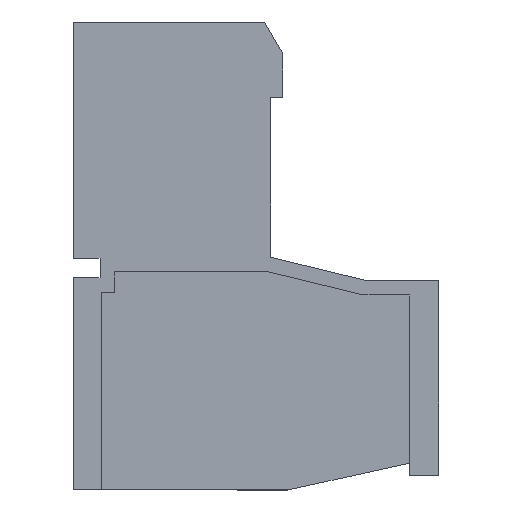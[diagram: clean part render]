
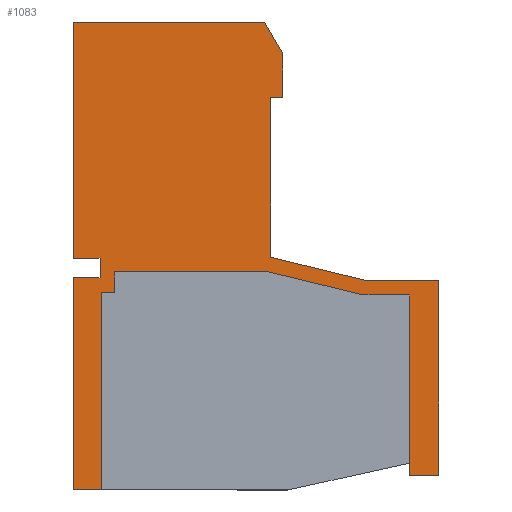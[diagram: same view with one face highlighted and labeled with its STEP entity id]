
A CAD part, left-side view. The second image highlights one B-rep face of the part: STEP entity #1083.
In plain terms, the highlighted planar face has unit normal (-1, 0, 0).
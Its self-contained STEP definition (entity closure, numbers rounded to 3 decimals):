
#1083 = ADVANCED_FACE( '', ( #2435 ), #2436, .F. );
#2435 = FACE_OUTER_BOUND( '', #4177, .T. );
#2436 = PLANE( '', #4178 );
#4177 = EDGE_LOOP( '', ( #6830, #6831, #6832, #6833, #6834, #6835, #6836, #6837, #6838, #6839, #6840, #6841, #6842, #6843, #6844, #6845, #6846, #6847, #6848, #6849, #6850, #6851 ) );
#4178 = AXIS2_PLACEMENT_3D( '', #6852, #6853, #6854 );
#6830 = ORIENTED_EDGE( '', *, *, #11240, .T. );
#6831 = ORIENTED_EDGE( '', *, *, #11241, .T. );
#6832 = ORIENTED_EDGE( '', *, *, #11242, .T. );
#6833 = ORIENTED_EDGE( '', *, *, #10816, .T. );
#6834 = ORIENTED_EDGE( '', *, *, #11063, .T. );
#6835 = ORIENTED_EDGE( '', *, *, #10485, .T. );
#6836 = ORIENTED_EDGE( '', *, *, #11243, .T. );
#6837 = ORIENTED_EDGE( '', *, *, #11244, .T. );
#6838 = ORIENTED_EDGE( '', *, *, #11245, .T. );
#6839 = ORIENTED_EDGE( '', *, *, #11246, .T. );
#6840 = ORIENTED_EDGE( '', *, *, #11247, .T. );
#6841 = ORIENTED_EDGE( '', *, *, #11248, .T. );
#6842 = ORIENTED_EDGE( '', *, *, #11249, .T. );
#6843 = ORIENTED_EDGE( '', *, *, #11250, .T. );
#6844 = ORIENTED_EDGE( '', *, *, #10624, .T. );
#6845 = ORIENTED_EDGE( '', *, *, #11251, .T. );
#6846 = ORIENTED_EDGE( '', *, *, #11252, .T. );
#6847 = ORIENTED_EDGE( '', *, *, #11253, .T. );
#6848 = ORIENTED_EDGE( '', *, *, #11254, .T. );
#6849 = ORIENTED_EDGE( '', *, *, #11255, .T. );
#6850 = ORIENTED_EDGE( '', *, *, #11256, .T. );
#6851 = ORIENTED_EDGE( '', *, *, #11257, .T. );
#6852 = CARTESIAN_POINT( '', ( -13.45, 0., 0. ) );
#6853 = DIRECTION( '', ( 1., 0., 0. ) );
#6854 = DIRECTION( '', ( 0., 0., -1. ) );
#10485 = EDGE_CURVE( '', #12507, #12508, #12509, .T. );
#10624 = EDGE_CURVE( '', #12755, #12756, #12757, .T. );
#10816 = EDGE_CURVE( '', #13090, #13091, #13092, .T. );
#11063 = EDGE_CURVE( '', #13091, #12507, #13509, .T. );
#11240 = EDGE_CURVE( '', #13781, #13782, #13783, .T. );
#11241 = EDGE_CURVE( '', #13782, #13784, #13785, .T. );
#11242 = EDGE_CURVE( '', #13784, #13090, #13786, .T. );
#11243 = EDGE_CURVE( '', #12508, #13787, #13788, .T. );
#11244 = EDGE_CURVE( '', #13787, #13789, #13790, .T. );
#11245 = EDGE_CURVE( '', #13789, #13791, #13792, .T. );
#11246 = EDGE_CURVE( '', #13791, #13793, #13794, .T. );
#11247 = EDGE_CURVE( '', #13793, #13795, #13796, .T. );
#11248 = EDGE_CURVE( '', #13795, #13797, #13798, .T. );
#11249 = EDGE_CURVE( '', #13797, #13799, #13800, .T. );
#11250 = EDGE_CURVE( '', #13799, #12755, #13801, .T. );
#11251 = EDGE_CURVE( '', #12756, #13802, #13803, .T. );
#11252 = EDGE_CURVE( '', #13802, #13804, #13805, .T. );
#11253 = EDGE_CURVE( '', #13804, #13806, #13807, .T. );
#11254 = EDGE_CURVE( '', #13806, #13808, #13809, .T. );
#11255 = EDGE_CURVE( '', #13808, #13810, #13811, .T. );
#11256 = EDGE_CURVE( '', #13810, #13812, #13813, .T. );
#11257 = EDGE_CURVE( '', #13812, #13781, #13814, .T. );
#12507 = VERTEX_POINT( '', #15461 );
#12508 = VERTEX_POINT( '', #15462 );
#12509 = LINE( '', #15463, #15464 );
#12755 = VERTEX_POINT( '', #15810 );
#12756 = VERTEX_POINT( '', #15811 );
#12757 = LINE( '', #15812, #15813 );
#13090 = VERTEX_POINT( '', #16268 );
#13091 = VERTEX_POINT( '', #16269 );
#13092 = LINE( '', #16270, #16271 );
#13509 = LINE( '', #16891, #16892 );
#13781 = VERTEX_POINT( '', #17294 );
#13782 = VERTEX_POINT( '', #17295 );
#13783 = LINE( '', #17296, #17297 );
#13784 = VERTEX_POINT( '', #17298 );
#13785 = LINE( '', #17299, #17300 );
#13786 = LINE( '', #17301, #17302 );
#13787 = VERTEX_POINT( '', #17303 );
#13788 = LINE( '', #17304, #17305 );
#13789 = VERTEX_POINT( '', #17306 );
#13790 = LINE( '', #17307, #17308 );
#13791 = VERTEX_POINT( '', #17309 );
#13792 = LINE( '', #17310, #17311 );
#13793 = VERTEX_POINT( '', #17312 );
#13794 = LINE( '', #17313, #17314 );
#13795 = VERTEX_POINT( '', #17315 );
#13796 = LINE( '', #17316, #17317 );
#13797 = VERTEX_POINT( '', #17318 );
#13798 = LINE( '', #17319, #17320 );
#13799 = VERTEX_POINT( '', #17321 );
#13800 = LINE( '', #17322, #17323 );
#13801 = LINE( '', #17324, #17325 );
#13802 = VERTEX_POINT( '', #17326 );
#13803 = LINE( '', #17327, #17328 );
#13804 = VERTEX_POINT( '', #17329 );
#13805 = LINE( '', #17330, #17331 );
#13806 = VERTEX_POINT( '', #17332 );
#13807 = LINE( '', #17333, #17334 );
#13808 = VERTEX_POINT( '', #17335 );
#13809 = LINE( '', #17336, #17337 );
#13810 = VERTEX_POINT( '', #17338 );
#13811 = LINE( '', #17339, #17340 );
#13812 = VERTEX_POINT( '', #17341 );
#13813 = LINE( '', #17342, #17343 );
#13814 = LINE( '', #17344, #17345 );
#15461 = CARTESIAN_POINT( '', ( -13.45, -8.075, -0.95 ) );
#15462 = CARTESIAN_POINT( '', ( -13.45, -4.175, 0. ) );
#15463 = CARTESIAN_POINT( '', ( -13.45, -8.075, -0.95 ) );
#15464 = VECTOR( '', #19515, 1000. );
#15810 = CARTESIAN_POINT( '', ( -13.45, 2.825, -0.85 ) );
#15811 = CARTESIAN_POINT( '', ( -13.45, 3.925, -0.85 ) );
#15812 = CARTESIAN_POINT( '', ( -13.45, 2.825, -0.85 ) );
#15813 = VECTOR( '', #19652, 1000. );
#16268 = CARTESIAN_POINT( '', ( -13.45, -11.075, -8.95 ) );
#16269 = CARTESIAN_POINT( '', ( -13.45, -11.075, -0.95 ) );
#16270 = CARTESIAN_POINT( '', ( -13.45, -11.075, -8.95 ) );
#16271 = VECTOR( '', #19880, 1000. );
#16891 = CARTESIAN_POINT( '', ( -13.45, -11.075, -0.95 ) );
#16892 = VECTOR( '', #20107, 1000. );
#17294 = CARTESIAN_POINT( '', ( -13.45, -8.003, -1.55 ) );
#17295 = CARTESIAN_POINT( '', ( -13.45, -9.875, -1.55 ) );
#17296 = CARTESIAN_POINT( '', ( -13.45, -8.003, -1.55 ) );
#17297 = VECTOR( '', #20256, 1000. );
#17298 = CARTESIAN_POINT( '', ( -13.45, -9.875, -8.95 ) );
#17299 = CARTESIAN_POINT( '', ( -13.45, -9.875, -8.95 ) );
#17300 = VECTOR( '', #20257, 1000. );
#17301 = CARTESIAN_POINT( '', ( -13.45, -11.075, -8.95 ) );
#17302 = VECTOR( '', #20258, 1000. );
#17303 = CARTESIAN_POINT( '', ( -13.45, -4.175, 6.55 ) );
#17304 = CARTESIAN_POINT( '', ( -13.45, -4.175, 0. ) );
#17305 = VECTOR( '', #20259, 1000. );
#17306 = CARTESIAN_POINT( '', ( -13.45, -4.675, 6.55 ) );
#17307 = CARTESIAN_POINT( '', ( -13.45, -4.175, 6.55 ) );
#17308 = VECTOR( '', #20260, 1000. );
#17309 = CARTESIAN_POINT( '', ( -13.45, -4.675, 8.35 ) );
#17310 = CARTESIAN_POINT( '', ( -13.45, -4.675, 6.55 ) );
#17311 = VECTOR( '', #20261, 1000. );
#17312 = CARTESIAN_POINT( '', ( -13.45, -3.925, 9.65 ) );
#17313 = CARTESIAN_POINT( '', ( -13.45, -4.675, 8.35 ) );
#17314 = VECTOR( '', #20262, 1000. );
#17315 = CARTESIAN_POINT( '', ( -13.45, 3.925, 9.65 ) );
#17316 = CARTESIAN_POINT( '', ( -13.45, -3.925, 9.65 ) );
#17317 = VECTOR( '', #20263, 1000. );
#17318 = CARTESIAN_POINT( '', ( -13.45, 3.925, -0.05 ) );
#17319 = CARTESIAN_POINT( '', ( -13.45, 3.925, 9.65 ) );
#17320 = VECTOR( '', #20264, 1000. );
#17321 = CARTESIAN_POINT( '', ( -13.45, 2.825, -0.05 ) );
#17322 = CARTESIAN_POINT( '', ( -13.45, 3.925, -0.05 ) );
#17323 = VECTOR( '', #20265, 1000. );
#17324 = CARTESIAN_POINT( '', ( -13.45, 2.825, -0.05 ) );
#17325 = VECTOR( '', #20266, 1000. );
#17326 = CARTESIAN_POINT( '', ( -13.45, 3.925, -9.55 ) );
#17327 = CARTESIAN_POINT( '', ( -13.45, 3.925, -0.85 ) );
#17328 = VECTOR( '', #20267, 1000. );
#17329 = CARTESIAN_POINT( '', ( -13.45, 2.775, -9.55 ) );
#17330 = CARTESIAN_POINT( '', ( -13.45, 3.925, -9.55 ) );
#17331 = VECTOR( '', #20268, 1000. );
#17332 = CARTESIAN_POINT( '', ( -13.45, 2.775, -1.45 ) );
#17333 = CARTESIAN_POINT( '', ( -13.45, 2.775, -9.55 ) );
#17334 = VECTOR( '', #20269, 1000. );
#17335 = CARTESIAN_POINT( '', ( -13.45, 2.225, -1.45 ) );
#17336 = CARTESIAN_POINT( '', ( -13.45, 2.775, -1.45 ) );
#17337 = VECTOR( '', #20270, 1000. );
#17338 = CARTESIAN_POINT( '', ( -13.45, 2.225, -0.6 ) );
#17339 = CARTESIAN_POINT( '', ( -13.45, 2.225, -1.45 ) );
#17340 = VECTOR( '', #20271, 1000. );
#17341 = CARTESIAN_POINT( '', ( -13.45, -4.103, -0.6 ) );
#17342 = CARTESIAN_POINT( '', ( -13.45, 2.225, -0.6 ) );
#17343 = VECTOR( '', #20272, 1000. );
#17344 = CARTESIAN_POINT( '', ( -13.45, -4.103, -0.6 ) );
#17345 = VECTOR( '', #20273, 1000. );
#19515 = DIRECTION( '', ( 0., 0.972, 0.237 ) );
#19652 = DIRECTION( '', ( 0., 1., 0. ) );
#19880 = DIRECTION( '', ( 0., 0., 1. ) );
#20107 = DIRECTION( '', ( 0., 1., 0. ) );
#20256 = DIRECTION( '', ( 0., -1., 0. ) );
#20257 = DIRECTION( '', ( 0., 0., -1. ) );
#20258 = DIRECTION( '', ( 0., -1., 0. ) );
#20259 = DIRECTION( '', ( 0., 0., 1. ) );
#20260 = DIRECTION( '', ( 0., -1., 0. ) );
#20261 = DIRECTION( '', ( 0., 0., 1. ) );
#20262 = DIRECTION( '', ( 0., 0.5, 0.866 ) );
#20263 = DIRECTION( '', ( 0., 1., 0. ) );
#20264 = DIRECTION( '', ( 0., 0., -1. ) );
#20265 = DIRECTION( '', ( 0., -1., 0. ) );
#20266 = DIRECTION( '', ( 0., 0., -1. ) );
#20267 = DIRECTION( '', ( 0., 0., -1. ) );
#20268 = DIRECTION( '', ( 0., -1., 0. ) );
#20269 = DIRECTION( '', ( 0., 0., 1. ) );
#20270 = DIRECTION( '', ( 0., -1., 0. ) );
#20271 = DIRECTION( '', ( 0., 0., 1. ) );
#20272 = DIRECTION( '', ( 0., -1., 0. ) );
#20273 = DIRECTION( '', ( 0., -0.972, -0.237 ) );
